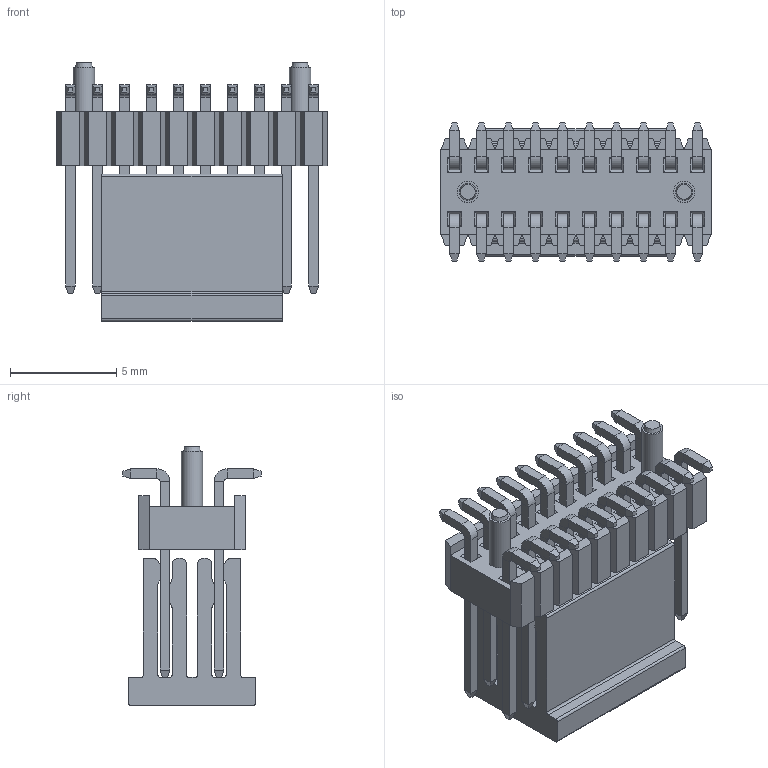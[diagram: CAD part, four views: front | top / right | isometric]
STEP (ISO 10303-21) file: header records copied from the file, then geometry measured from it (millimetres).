
FILE_DESCRIPTION(/* description */ (''),/* implementation_level */ '2;1');
FILE_NAME(/* name */ '7070-020-20-00-10-PPxx.stp',/* time_stamp */ '2025-12-02T07:30:48+01:00',/* author */ ('andreas.larin'),/* organization */ (''),/* preprocessor_version */ 'ST-DEVELOPER v20',/* originating_system */ 'Autodesk Inventor 2025',/* authorisation */ '');
FILE_SCHEMA (('AUTOMOTIVE_DESIGN { 1 0 10303 214 3 1 1 }'));
Length unit declared in the file: millimetre
Products named in the file (3): 7070-020-20-00-10-PPxx; 7070-020-20-xx-10-xxxx; 7070-CAP
Assembly tree (2 placements, depth 2):
  7070-020-20-00-10-PPxx
    7070-020-20-xx-10-xxxx
    7070-CAP
Bounding box: 12.7 x 6.5 x 12.14 mm (x, y, z)
Volume: 376 mm3; surface area: 1150.9 mm2
Topology: 2 solids, 2 shells, 730 faces, 1646 edges, 964 vertices
Faces by surface type: plane 656, cylinder 72, cone 2
Full cylindrical faces by diameter (mm): 1 x2
Entity records: 20348 total; most frequent: CARTESIAN_POINT 3345, ORIENTED_EDGE 3292, DIRECTION 3264, EDGE_CURVE 1646, LINE 1498, VECTOR 1498, VERTEX_POINT 964, AXIS2_PLACEMENT_3D 883
